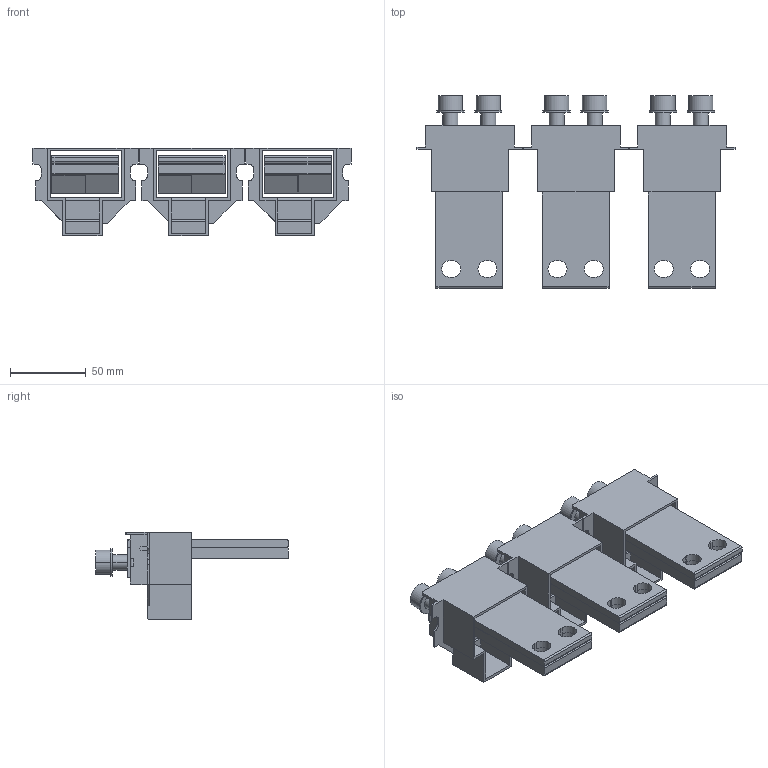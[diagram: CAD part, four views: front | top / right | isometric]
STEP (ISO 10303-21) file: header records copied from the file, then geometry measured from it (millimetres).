
FILE_DESCRIPTION(('CATIA V5 STEP Exchange'),'2;1');
FILE_NAME('1SDH001336R0016_E1.2_III_TERMINALS_HR_UL_UPPER.stp','2014-09-18T15:38:08+00:00',('none'),('none'),'CATIA Version 5 Release 20 SP 6 (IN-10)','CATIA V5 STEP AP214','none');
FILE_SCHEMA(('AUTOMOTIVE_DESIGN { 1 0 10303 214 1 1 1 1 }'));
Length unit declared in the file: millimetre
Products named in the file (1): E1.2_III_TERMINALS_R_HR_UL_UPPER_AllCATPart
Bounding box: 209.5 x 126.8 x 57.75 mm (x, y, z)
Volume: 251908.5 mm3; surface area: 142462.2 mm2
Topology: 21 solids, 21 shells, 561 faces, 1539 edges, 1023 vertices
Faces by surface type: plane 387, cylinder 162, cone 12
Entity records: 17013 total; most frequent: ORIENTED_EDGE 3054, CARTESIAN_POINT 3031, DIRECTION 2421, EDGE_CURVE 1527, VECTOR 1203, LINE 1203, VERTEX_POINT 1023, AXIS2_PLACEMENT_3D 769
